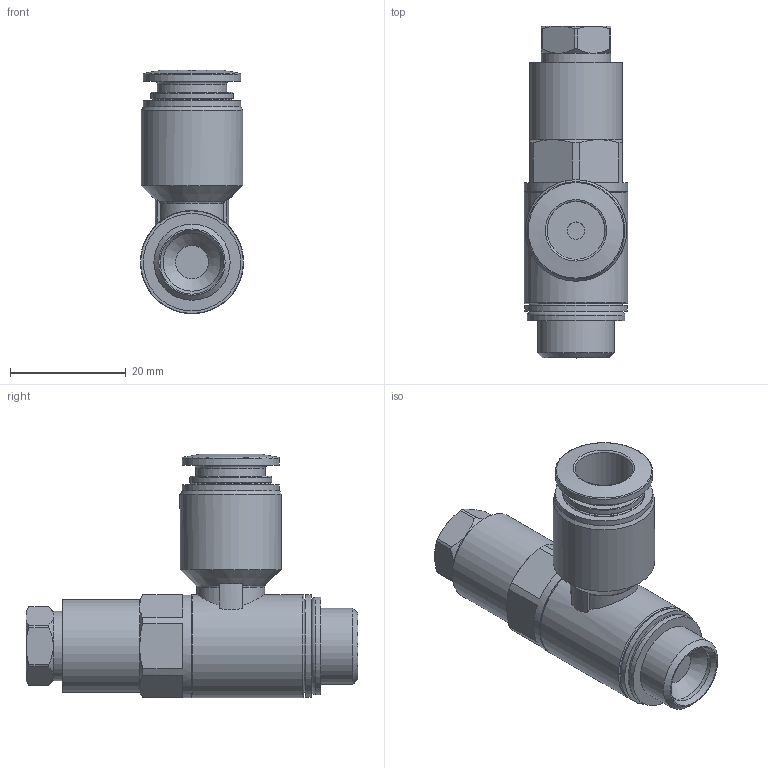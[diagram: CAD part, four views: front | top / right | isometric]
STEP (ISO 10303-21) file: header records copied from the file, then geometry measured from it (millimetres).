
FILE_DESCRIPTION(/* description */ ('STEP AP214'),/* implementation_level */ '2;1');
FILE_NAME(/* name */ '530042_HGL-1_4-QS-10',/* time_stamp */ '2024-08-27T11:05:31+02:00',/* author */ ('License CC BY-ND 4.0'),/* organization */ ('CADENAS'),/* preprocessor_version */ 'ST-DEVELOPER v19.3',/* originating_system */ 'PARTsolutions',/* authorisation */ ' ');
FILE_SCHEMA (('AUTOMOTIVE_DESIGN {1 0 10303 214 3 1 1}'));
Length unit declared in the file: millimetre
Products named in the file (1): 530042 HGL-1/4-QS-10
Bounding box: 17.8 x 57.25 x 42 mm (x, y, z)
Volume: 13807.4 mm3; surface area: 6522.9 mm2
Topology: 1 solids, 1 shells, 104 faces, 227 edges, 138 vertices
Faces by surface type: plane 37, cone 30, cylinder 28, torus 9
Full cylindrical faces by diameter (mm): 3 x1, 8.566 x1, 10 x2, 12 x2, 13.157 x1, 14 x1, 14.2 x2, 16 x1, 16.775 x1, 16.8 x2, 17.5 x1, 17.7 x1, 17.795 x1, 17.8 x1
Entity records: 3423 total; most frequent: CARTESIAN_POINT 581, DIRECTION 448, ORIENTED_EDGE 372, AXIS2_PLACEMENT_3D 205, EDGE_CURVE 186, EDGE_LOOP 154, FACE_BOUND 154, VERTEX_POINT 134
